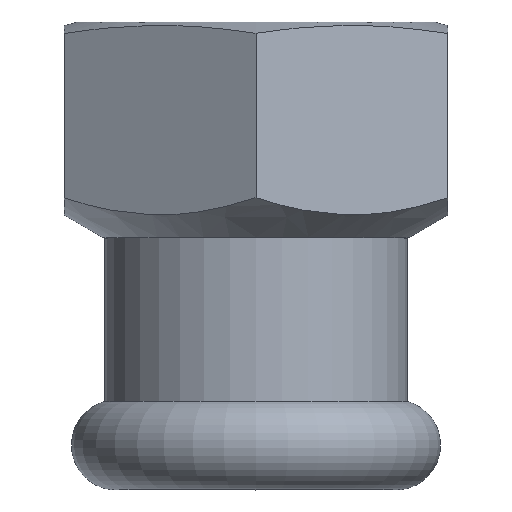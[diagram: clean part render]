
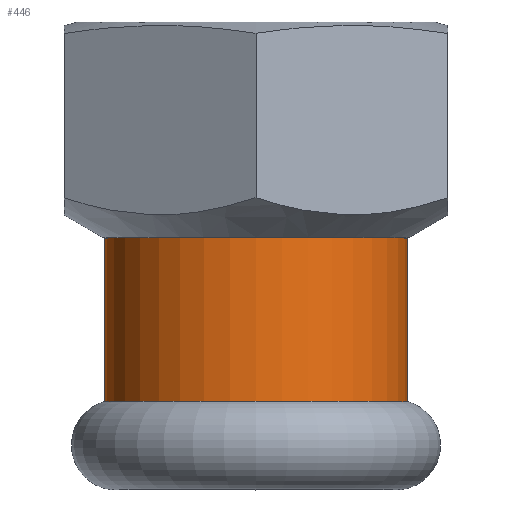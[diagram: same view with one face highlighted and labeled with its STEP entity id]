
A CAD part, top view. The second image highlights one B-rep face of the part: STEP entity #446.
In plain terms, the highlighted cylindrical face has radius 12.65 mm (diameter 25.3 mm), a full revolution.
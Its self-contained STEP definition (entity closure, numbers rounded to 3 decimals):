
#57=LINE('',#824,#74);
#74=VECTOR('',#656,12.65);
#81=CYLINDRICAL_SURFACE('',#523,12.65);
#104=FACE_OUTER_BOUND('',#132,.T.);
#132=EDGE_LOOP('',(#392,#393,#394,#395,#396));
#137=CIRCLE('',#472,12.65);
#138=CIRCLE('',#473,12.65);
#158=CIRCLE('',#499,12.65);
#175=VERTEX_POINT('',#681);
#176=VERTEX_POINT('',#682);
#193=VERTEX_POINT('',#728);
#220=EDGE_CURVE('',#175,#176,#137,.T.);
#221=EDGE_CURVE('',#176,#175,#138,.T.);
#244=EDGE_CURVE('',#193,#193,#158,.T.);
#278=EDGE_CURVE('',#193,#176,#57,.T.);
#392=ORIENTED_EDGE('',*,*,#244,.F.);
#393=ORIENTED_EDGE('',*,*,#278,.T.);
#394=ORIENTED_EDGE('',*,*,#221,.T.);
#395=ORIENTED_EDGE('',*,*,#220,.T.);
#396=ORIENTED_EDGE('',*,*,#278,.F.);
#446=ADVANCED_FACE('',(#104),#81,.T.);
#472=AXIS2_PLACEMENT_3D('',#683,#538,#539);
#473=AXIS2_PLACEMENT_3D('',#684,#540,#541);
#499=AXIS2_PLACEMENT_3D('',#730,#595,#596);
#523=AXIS2_PLACEMENT_3D('',#823,#654,#655);
#538=DIRECTION('center_axis',(0.,1.,0.));
#539=DIRECTION('ref_axis',(0.,0.,1.));
#540=DIRECTION('center_axis',(0.,1.,0.));
#541=DIRECTION('ref_axis',(0.,0.,1.));
#595=DIRECTION('center_axis',(0.,1.,0.));
#596=DIRECTION('ref_axis',(0.,0.,1.));
#654=DIRECTION('center_axis',(0.,1.,0.));
#655=DIRECTION('ref_axis',(0.,0.,1.));
#656=DIRECTION('',(0.,-1.,0.));
#681=CARTESIAN_POINT('',(0.,7.355,12.65));
#682=CARTESIAN_POINT('',(0.,7.355,-12.65));
#683=CARTESIAN_POINT('Origin',(0.,7.355,0.));
#684=CARTESIAN_POINT('Origin',(0.,7.355,0.));
#728=CARTESIAN_POINT('',(0.,21.,-12.65));
#730=CARTESIAN_POINT('Origin',(0.,21.,0.));
#823=CARTESIAN_POINT('Origin',(0.,14.177,0.));
#824=CARTESIAN_POINT('',(0.,14.177,-12.65));
